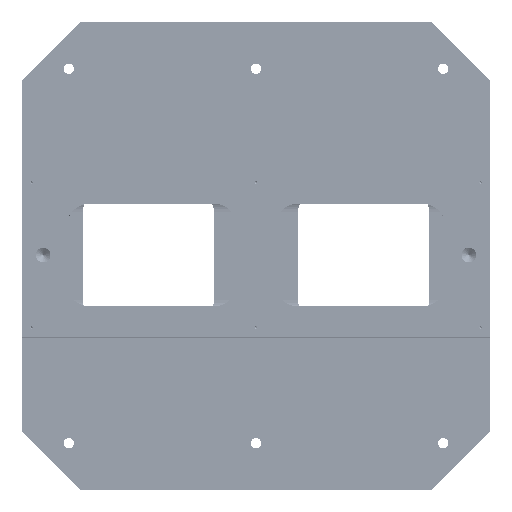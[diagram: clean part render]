
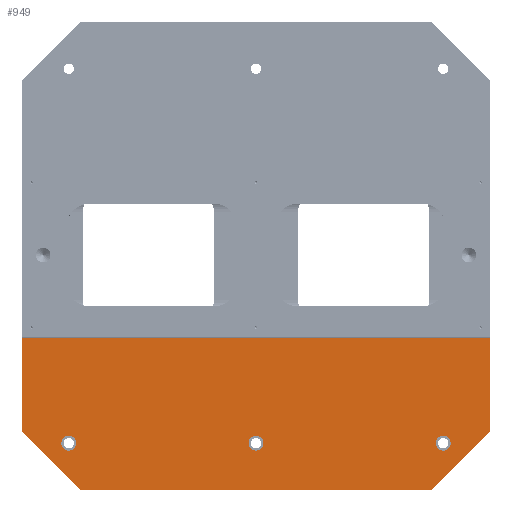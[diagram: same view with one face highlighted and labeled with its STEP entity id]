
A CAD part, top view. The second image highlights one B-rep face of the part: STEP entity #949.
In plain terms, the highlighted planar face has unit normal (0, 0, 1).
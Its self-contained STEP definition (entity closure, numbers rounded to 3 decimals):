
#949 = ADVANCED_FACE( '', ( #5343, #5344, #5345, #5346 ), #5347, .T. );
#5343 = FACE_BOUND( '', #11124, .T. );
#5344 = FACE_BOUND( '', #11125, .T. );
#5345 = FACE_BOUND( '', #11126, .T. );
#5346 = FACE_OUTER_BOUND( '', #11127, .T. );
#5347 = PLANE( '', #11128 );
#11124 = EDGE_LOOP( '', ( #19591 ) );
#11125 = EDGE_LOOP( '', ( #19592 ) );
#11126 = EDGE_LOOP( '', ( #19593 ) );
#11127 = EDGE_LOOP( '', ( #19594, #19595, #19596, #19597, #19598, #19599 ) );
#11128 = AXIS2_PLACEMENT_3D( '', #19600, #19601, #19602 );
#19591 = ORIENTED_EDGE( '', *, *, #26415, .T. );
#19592 = ORIENTED_EDGE( '', *, *, #26416, .T. );
#19593 = ORIENTED_EDGE( '', *, *, #26417, .T. );
#19594 = ORIENTED_EDGE( '', *, *, #26414, .T. );
#19595 = ORIENTED_EDGE( '', *, *, #24459, .T. );
#19596 = ORIENTED_EDGE( '', *, *, #26418, .T. );
#19597 = ORIENTED_EDGE( '', *, *, #26121, .T. );
#19598 = ORIENTED_EDGE( '', *, *, #26419, .T. );
#19599 = ORIENTED_EDGE( '', *, *, #24027, .T. );
#19600 = CARTESIAN_POINT( '', ( -500., -500., 55. ) );
#19601 = DIRECTION( '', ( 0., 0., 1. ) );
#19602 = DIRECTION( '', ( 1., 0., 0. ) );
#24027 = EDGE_CURVE( '', #27216, #27217, #27218, .F. );
#24459 = EDGE_CURVE( '', #28038, #28039, #28040, .F. );
#26121 = EDGE_CURVE( '', #30894, #30898, #30900, .T. );
#26414 = EDGE_CURVE( '', #27217, #28038, #31364, .T. );
#26415 = EDGE_CURVE( '', #31365, #31365, #31366, .T. );
#26416 = EDGE_CURVE( '', #31367, #31367, #31368, .T. );
#26417 = EDGE_CURVE( '', #31369, #31369, #31370, .T. );
#26418 = EDGE_CURVE( '', #28039, #30894, #31371, .T. );
#26419 = EDGE_CURVE( '', #30898, #27216, #31372, .T. );
#27216 = VERTEX_POINT( '', #32448 );
#27217 = VERTEX_POINT( '', #32449 );
#27218 = LINE( '', #32450, #32451 );
#28038 = VERTEX_POINT( '', #34131 );
#28039 = VERTEX_POINT( '', #34132 );
#28040 = LINE( '', #34133, #34134 );
#30894 = VERTEX_POINT( '', #38369 );
#30898 = VERTEX_POINT( '', #38375 );
#30900 = LINE( '', #38378, #38379 );
#31364 = LINE( '', #39433, #39434 );
#31365 = VERTEX_POINT( '', #39435 );
#31366 = CIRCLE( '', #39436, 16. );
#31367 = VERTEX_POINT( '', #39437 );
#31368 = CIRCLE( '', #39438, 16. );
#31369 = VERTEX_POINT( '', #39439 );
#31370 = CIRCLE( '', #39440, 16. );
#31371 = LINE( '', #39441, #39442 );
#31372 = LINE( '', #39443, #39444 );
#32448 = CARTESIAN_POINT( '', ( -500., -375., 55. ) );
#32449 = CARTESIAN_POINT( '', ( -375., -500., 55. ) );
#32450 = CARTESIAN_POINT( '', ( -437.5, -437.5, 55. ) );
#32451 = VECTOR( '', #41108, 1000. );
#34131 = CARTESIAN_POINT( '', ( 375., -500., 55. ) );
#34132 = CARTESIAN_POINT( '', ( 500., -375., 55. ) );
#34133 = CARTESIAN_POINT( '', ( -62.5, -937.5, 55. ) );
#34134 = VECTOR( '', #42066, 1000. );
#38369 = CARTESIAN_POINT( '', ( 500., -175., 55. ) );
#38375 = CARTESIAN_POINT( '', ( -500., -175., 55. ) );
#38378 = CARTESIAN_POINT( '', ( -500., -175., 55. ) );
#38379 = VECTOR( '', #46072, 1000. );
#39433 = CARTESIAN_POINT( '', ( -500., -500., 55. ) );
#39434 = VECTOR( '', #46663, 1000. );
#39435 = CARTESIAN_POINT( '', ( -400., -416., 55. ) );
#39436 = AXIS2_PLACEMENT_3D( '', #46664, #46665, #46666 );
#39437 = CARTESIAN_POINT( '', ( 0., -416., 55. ) );
#39438 = AXIS2_PLACEMENT_3D( '', #46667, #46668, #46669 );
#39439 = CARTESIAN_POINT( '', ( 400., -416., 55. ) );
#39440 = AXIS2_PLACEMENT_3D( '', #46670, #46671, #46672 );
#39441 = CARTESIAN_POINT( '', ( 500., -500., 55. ) );
#39442 = VECTOR( '', #46673, 1000. );
#39443 = CARTESIAN_POINT( '', ( -500., 500., 55. ) );
#39444 = VECTOR( '', #46674, 1000. );
#41108 = DIRECTION( '', ( -0.707, 0.707, 0. ) );
#42066 = DIRECTION( '', ( -0.707, -0.707, 0. ) );
#46072 = DIRECTION( '', ( -1., 0., 0. ) );
#46663 = DIRECTION( '', ( 1., 0., 0. ) );
#46664 = CARTESIAN_POINT( '', ( -400., -400., 55. ) );
#46665 = DIRECTION( '', ( 0., 0., -1. ) );
#46666 = DIRECTION( '', ( 0., -1., 0. ) );
#46667 = CARTESIAN_POINT( '', ( 0., -400., 55. ) );
#46668 = DIRECTION( '', ( 0., 0., -1. ) );
#46669 = DIRECTION( '', ( 0., -1., 0. ) );
#46670 = CARTESIAN_POINT( '', ( 400., -400., 55. ) );
#46671 = DIRECTION( '', ( 0., 0., -1. ) );
#46672 = DIRECTION( '', ( 0., -1., 0. ) );
#46673 = DIRECTION( '', ( 0., 1., 0. ) );
#46674 = DIRECTION( '', ( 0., -1., 0. ) );
